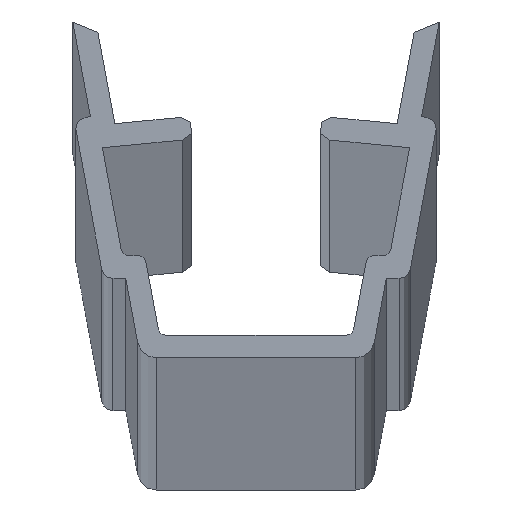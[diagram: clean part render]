
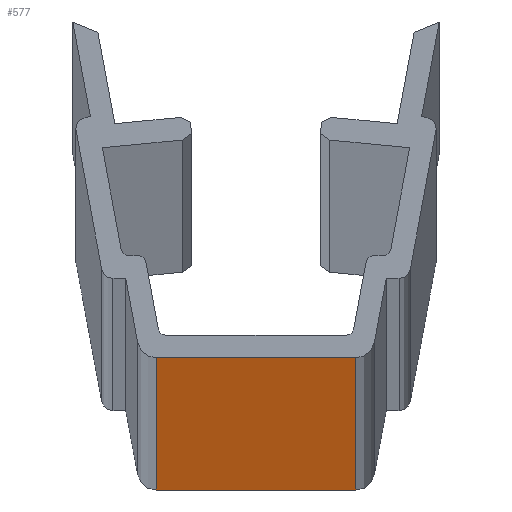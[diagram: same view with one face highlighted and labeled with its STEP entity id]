
A CAD part, top view. The second image highlights one B-rep face of the part: STEP entity #577.
In plain terms, the highlighted planar face has unit normal (0, -1, 0).
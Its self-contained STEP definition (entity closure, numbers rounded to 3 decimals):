
#108 = DIRECTION ( 'NONE',  ( 0., 0., 1. ) ) ;
#144 = DIRECTION ( 'NONE',  ( 0., 0., -1. ) ) ;
#172 = DIRECTION ( 'NONE',  ( 1., 0., 0. ) ) ;
#181 = VECTOR ( 'NONE', #474, 1000. ) ;
#226 = VECTOR ( 'NONE', #108, 1000. ) ;
#255 = CARTESIAN_POINT ( 'NONE',  ( 2.634, 0., -1000. ) ) ;
#269 = VERTEX_POINT ( 'NONE', #1001 ) ;
#316 = EDGE_CURVE ( 'NONE', #1230, #269, #889, .T. ) ;
#332 = CARTESIAN_POINT ( 'NONE',  ( -2.634, 0., -1000. ) ) ;
#355 = LINE ( 'NONE', #255, #226 ) ;
#385 = CARTESIAN_POINT ( 'NONE',  ( 2.634, 0., -1000. ) ) ;
#387 = EDGE_CURVE ( 'NONE', #1367, #1230, #666, .T. ) ;
#448 = AXIS2_PLACEMENT_3D ( 'NONE', #1418, #726, #144 ) ;
#474 = DIRECTION ( 'NONE',  ( 1., 0., 0. ) ) ;
#577 = ADVANCED_FACE ( 'NONE', ( #735 ), #1232, .T. ) ;
#641 = VERTEX_POINT ( 'NONE', #385 ) ;
#666 = LINE ( 'NONE', #790, #1429 ) ;
#726 = DIRECTION ( 'NONE',  ( 0., -1., 0. ) ) ;
#735 = FACE_OUTER_BOUND ( 'NONE', #939, .T. ) ;
#757 = CARTESIAN_POINT ( 'NONE',  ( -2.634, 0., 1000. ) ) ;
#758 = CARTESIAN_POINT ( 'NONE',  ( -2.634, 0., 1000. ) ) ;
#770 = DIRECTION ( 'NONE',  ( 0., 0., 1. ) ) ;
#790 = CARTESIAN_POINT ( 'NONE',  ( -2.634, 0., -1000. ) ) ;
#826 = LINE ( 'NONE', #1321, #181 ) ;
#873 = ORIENTED_EDGE ( 'NONE', *, *, #933, .T. ) ;
#889 = LINE ( 'NONE', #758, #1309 ) ;
#933 = EDGE_CURVE ( 'NONE', #1367, #641, #826, .T. ) ;
#939 = EDGE_LOOP ( 'NONE', ( #873, #1276, #1472, #1365 ) ) ;
#1001 = CARTESIAN_POINT ( 'NONE',  ( 2.634, 0., 1000. ) ) ;
#1230 = VERTEX_POINT ( 'NONE', #757 ) ;
#1232 = PLANE ( 'NONE',  #448 ) ;
#1276 = ORIENTED_EDGE ( 'NONE', *, *, #1416, .T. ) ;
#1309 = VECTOR ( 'NONE', #172, 1000. ) ;
#1321 = CARTESIAN_POINT ( 'NONE',  ( 0., 0., -1000. ) ) ;
#1365 = ORIENTED_EDGE ( 'NONE', *, *, #387, .F. ) ;
#1367 = VERTEX_POINT ( 'NONE', #332 ) ;
#1416 = EDGE_CURVE ( 'NONE', #641, #269, #355, .T. ) ;
#1418 = CARTESIAN_POINT ( 'NONE',  ( 0., 0., -1000. ) ) ;
#1429 = VECTOR ( 'NONE', #770, 1000. ) ;
#1472 = ORIENTED_EDGE ( 'NONE', *, *, #316, .F. ) ;
